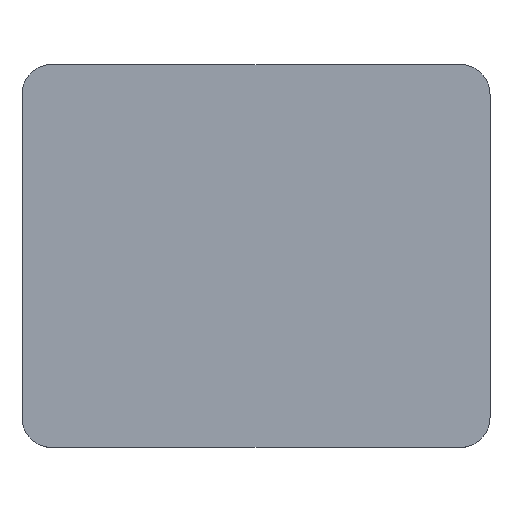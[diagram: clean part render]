
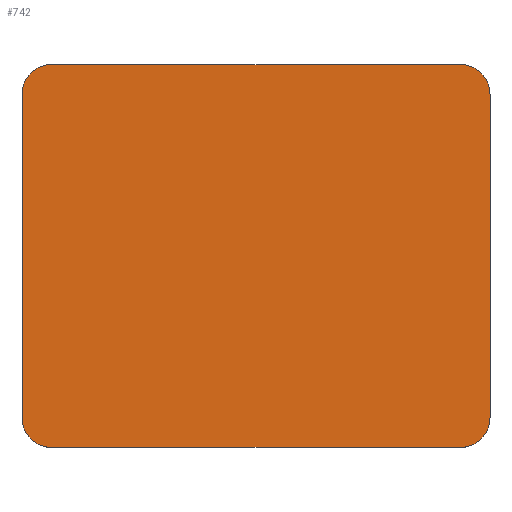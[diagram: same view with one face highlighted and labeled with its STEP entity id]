
A CAD part, top view. The second image highlights one B-rep face of the part: STEP entity #742.
In plain terms, the highlighted planar face has unit normal (0, 0, 1).
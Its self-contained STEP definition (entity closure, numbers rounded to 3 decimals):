
#149=CARTESIAN_POINT('',(7.,83.,2.));
#150=DIRECTION('',(0.,0.,1.));
#151=DIRECTION('',(0.,1.,0.));
#152=AXIS2_PLACEMENT_3D('',#149,#150,#151);
#154=DIRECTION('',(-1.,0.,0.));
#155=VECTOR('',#154,96.);
#156=CARTESIAN_POINT('',(103.,90.,2.));
#157=LINE('',#156,#155);
#158=CARTESIAN_POINT('',(103.,83.,2.));
#159=DIRECTION('',(0.,0.,1.));
#160=DIRECTION('',(1.,0.,0.));
#161=AXIS2_PLACEMENT_3D('',#158,#159,#160);
#163=DIRECTION('',(0.,1.,0.));
#164=VECTOR('',#163,76.);
#165=CARTESIAN_POINT('',(110.,7.,2.));
#166=LINE('',#165,#164);
#167=CARTESIAN_POINT('',(103.,7.,2.));
#168=DIRECTION('',(0.,0.,1.));
#169=DIRECTION('',(0.,-1.,0.));
#170=AXIS2_PLACEMENT_3D('',#167,#168,#169);
#172=DIRECTION('',(1.,0.,0.));
#173=VECTOR('',#172,96.);
#174=CARTESIAN_POINT('',(7.,0.,2.));
#175=LINE('',#174,#173);
#176=CARTESIAN_POINT('',(7.,7.,2.));
#177=DIRECTION('',(0.,0.,1.));
#178=DIRECTION('',(-1.,0.,0.));
#179=AXIS2_PLACEMENT_3D('',#176,#177,#178);
#181=DIRECTION('',(0.,-1.,0.));
#182=VECTOR('',#181,76.);
#183=CARTESIAN_POINT('',(0.,83.,2.));
#184=LINE('',#183,#182);
#413=CARTESIAN_POINT('',(7.,90.,2.));
#414=CARTESIAN_POINT('',(0.,83.,2.));
#415=VERTEX_POINT('',#413);
#416=VERTEX_POINT('',#414);
#417=CARTESIAN_POINT('',(0.,7.,2.));
#418=VERTEX_POINT('',#417);
#419=CARTESIAN_POINT('',(7.,0.,2.));
#420=VERTEX_POINT('',#419);
#421=CARTESIAN_POINT('',(103.,0.,2.));
#422=VERTEX_POINT('',#421);
#423=CARTESIAN_POINT('',(110.,7.,2.));
#424=VERTEX_POINT('',#423);
#425=CARTESIAN_POINT('',(110.,83.,2.));
#426=VERTEX_POINT('',#425);
#427=CARTESIAN_POINT('',(103.,90.,2.));
#428=VERTEX_POINT('',#427);
#727=CARTESIAN_POINT('',(0.,0.,2.));
#728=DIRECTION('',(0.,0.,1.));
#729=DIRECTION('',(1.,0.,0.));
#730=AXIS2_PLACEMENT_3D('',#727,#728,#729);
#731=PLANE('',#730);
#732=ORIENTED_EDGE('',*,*,#623,.F.);
#733=ORIENTED_EDGE('',*,*,#638,.F.);
#734=ORIENTED_EDGE('',*,*,#652,.F.);
#735=ORIENTED_EDGE('',*,*,#666,.F.);
#736=ORIENTED_EDGE('',*,*,#680,.F.);
#737=ORIENTED_EDGE('',*,*,#694,.F.);
#738=ORIENTED_EDGE('',*,*,#708,.F.);
#739=ORIENTED_EDGE('',*,*,#721,.F.);
#740=EDGE_LOOP('',(#732,#733,#734,#735,#736,#737,#738,#739));
#741=FACE_OUTER_BOUND('',#740,.F.);
#742=ADVANCED_FACE('',(#741),#731,.T.);
#153=CIRCLE('',#152,7.);
#162=CIRCLE('',#161,7.);
#171=CIRCLE('',#170,7.);
#180=CIRCLE('',#179,7.);
#623=EDGE_CURVE('',#415,#416,#153,.T.);
#638=EDGE_CURVE('',#428,#415,#157,.T.);
#652=EDGE_CURVE('',#426,#428,#162,.T.);
#666=EDGE_CURVE('',#424,#426,#166,.T.);
#680=EDGE_CURVE('',#422,#424,#171,.T.);
#694=EDGE_CURVE('',#420,#422,#175,.T.);
#708=EDGE_CURVE('',#418,#420,#180,.T.);
#721=EDGE_CURVE('',#416,#418,#184,.T.);
